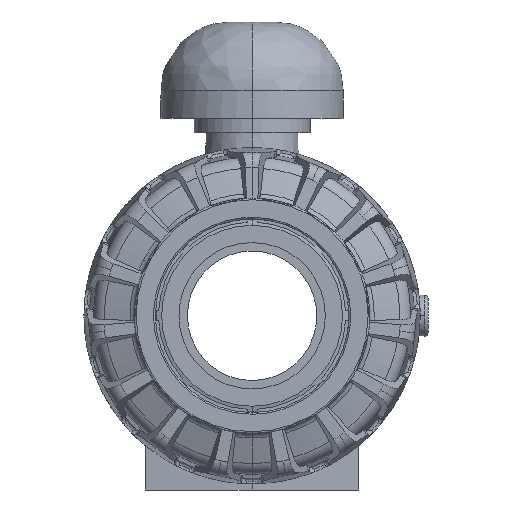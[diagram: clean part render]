
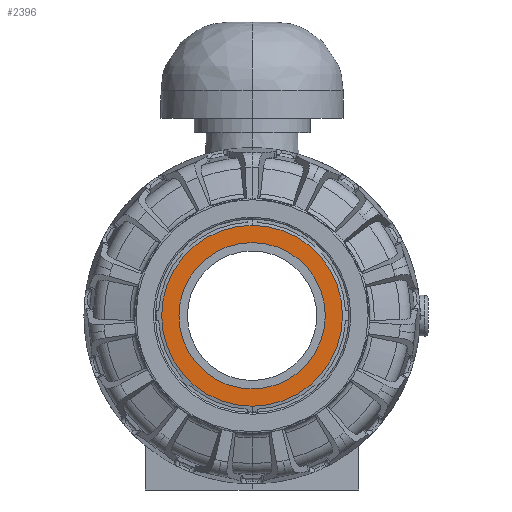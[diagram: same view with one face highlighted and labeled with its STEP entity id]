
A CAD part, left-side view. The second image highlights one B-rep face of the part: STEP entity #2396.
In plain terms, the highlighted planar face has unit normal (-1, 0, 0).
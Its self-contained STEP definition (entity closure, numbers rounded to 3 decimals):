
#2396=ADVANCED_FACE('',(#4806,#4807),#4808,.T.);
#4806=FACE_OUTER_BOUND('',#7612,.T.);
#4807=FACE_BOUND('',#7613,.T.);
#4808=PLANE('',#7614);
#7612=EDGE_LOOP('',(#15065,#15066));
#7613=EDGE_LOOP('',(#15067,#15068));
#7614=AXIS2_PLACEMENT_3D('',#15069,#15070,#15071);
#15065=ORIENTED_EDGE('',*,*,#18148,.T.);
#15066=ORIENTED_EDGE('',*,*,#18296,.T.);
#15067=ORIENTED_EDGE('',*,*,#18141,.F.);
#15068=ORIENTED_EDGE('',*,*,#18298,.F.);
#15069=CARTESIAN_POINT('',(-119.8,0.0,-74.9));
#15070=DIRECTION('',(-1.0,0.0,0.0));
#15071=DIRECTION('',(0.0,0.0,1.0));
#18141=EDGE_CURVE('',#22493,#22496,#22497,.T.);
#18148=EDGE_CURVE('',#22503,#22507,#22509,.T.);
#18296=EDGE_CURVE('',#22507,#22503,#22727,.T.);
#18298=EDGE_CURVE('',#22496,#22493,#22729,.T.);
#22493=VERTEX_POINT('',#34558);
#22496=VERTEX_POINT('',#34562);
#22497=CIRCLE('',#34563,44.1);
#22503=VERTEX_POINT('',#34570);
#22507=VERTEX_POINT('',#34575);
#22509=CIRCLE('',#34578,54.5);
#22727=CIRCLE('',#34992,54.5);
#22729=CIRCLE('',#34994,44.1);
#34558=CARTESIAN_POINT('',(-119.8,0.0,-74.9));
#34562=CARTESIAN_POINT('',(-119.8,0.,-163.1));
#34563=AXIS2_PLACEMENT_3D('',#38334,#38335,#38336);
#34570=CARTESIAN_POINT('',(-119.8,0.0,-64.5));
#34575=CARTESIAN_POINT('',(-119.8,0.,-173.5));
#34578=AXIS2_PLACEMENT_3D('',#38346,#38347,#38348);
#34992=AXIS2_PLACEMENT_3D('',#38521,#38522,#38523);
#34994=AXIS2_PLACEMENT_3D('',#38524,#38525,#38526);
#38334=CARTESIAN_POINT('',(-119.8,0.0,-119.0));
#38335=DIRECTION('',(-1.0,0.0,0.0));
#38336=DIRECTION('',(0.0,0.0,1.0));
#38346=CARTESIAN_POINT('',(-119.8,0.0,-119.0));
#38347=DIRECTION('',(-1.0,0.0,0.0));
#38348=DIRECTION('',(0.0,0.0,1.0));
#38521=CARTESIAN_POINT('',(-119.8,0.0,-119.0));
#38522=DIRECTION('',(-1.0,0.0,0.0));
#38523=DIRECTION('',(0.0,0.0,1.0));
#38524=CARTESIAN_POINT('',(-119.8,0.0,-119.0));
#38525=DIRECTION('',(-1.0,0.0,0.0));
#38526=DIRECTION('',(0.0,0.0,1.0));
